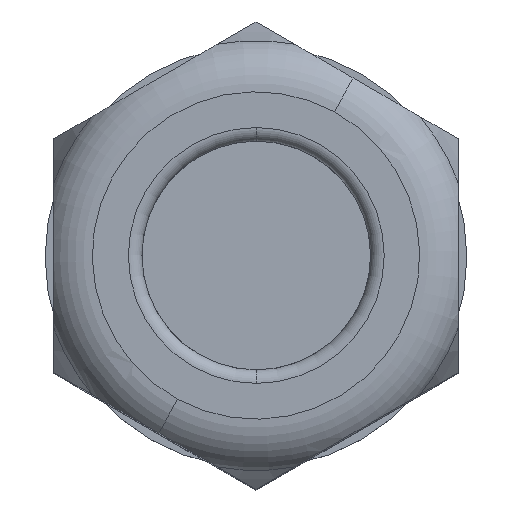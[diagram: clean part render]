
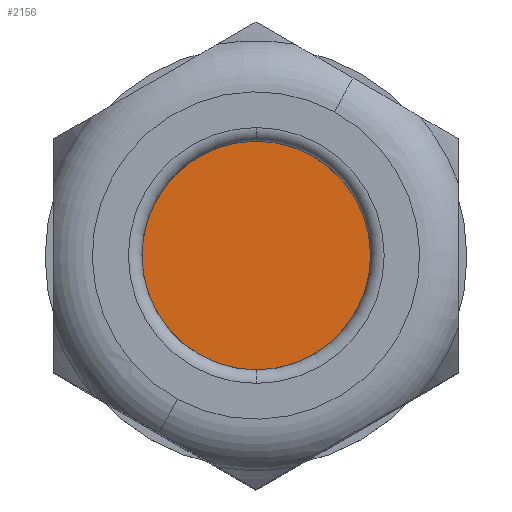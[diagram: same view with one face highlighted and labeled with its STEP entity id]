
A CAD part, top view. The second image highlights one B-rep face of the part: STEP entity #2156.
In plain terms, the highlighted planar face has unit normal (0, 0, 1).
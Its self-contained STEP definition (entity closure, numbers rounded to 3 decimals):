
#2118=AXIS2_PLACEMENT_3D('Circle Axis2P3D',#2116,#2117,$) ;
#2137=AXIS2_PLACEMENT_3D('Circle Axis2P3D',#2135,#2136,$) ;
#2150=AXIS2_PLACEMENT_3D('Plane Axis2P3D',#2147,#2148,#2149) ;
#2113=CARTESIAN_POINT('Vertex',(10.689,13.943,33.857)) ;
#2116=CARTESIAN_POINT('Axis2P3D Location',(7.76,8.582,33.857)) ;
#2120=CARTESIAN_POINT('Vertex',(4.831,3.222,33.857)) ;
#2135=CARTESIAN_POINT('Axis2P3D Location',(7.76,8.582,33.857)) ;
#2147=CARTESIAN_POINT('Axis2P3D Location',(7.76,14.691,33.857)) ;
#2117=DIRECTION('Axis2P3D Direction',(0.,0.,-1.)) ;
#2136=DIRECTION('Axis2P3D Direction',(0.,0.,-1.)) ;
#2148=DIRECTION('Axis2P3D Direction',(0.,0.,-1.)) ;
#2149=DIRECTION('Axis2P3D XDirection',(1.,0.,0.)) ;
#2153=ORIENTED_EDGE('',*,*,#2122,.F.) ;
#2154=ORIENTED_EDGE('',*,*,#2139,.F.) ;
#2156=ADVANCED_FACE('Sealing',(#2155),#2151,.F.) ;
#2119=CIRCLE('generated circle',#2118,6.109) ;
#2138=CIRCLE('generated circle',#2137,6.109) ;
#2122=EDGE_CURVE('',#2114,#2121,#2119,.T.) ;
#2139=EDGE_CURVE('',#2121,#2114,#2138,.T.) ;
#2152=EDGE_LOOP('',(#2153,#2154)) ;
#2155=FACE_OUTER_BOUND('',#2152,.T.) ;
#2151=PLANE('',#2150) ;
#2114=VERTEX_POINT('',#2113) ;
#2121=VERTEX_POINT('',#2120) ;
